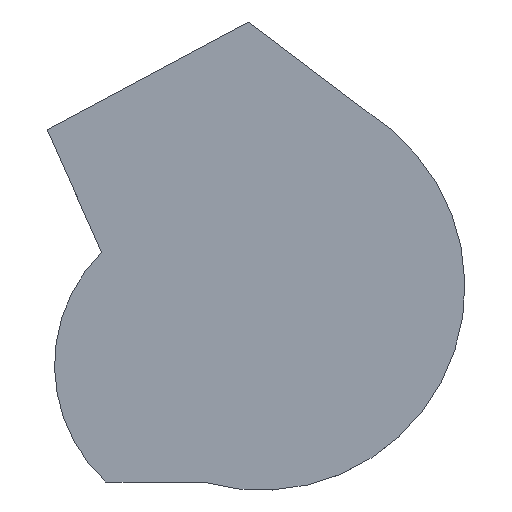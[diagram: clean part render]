
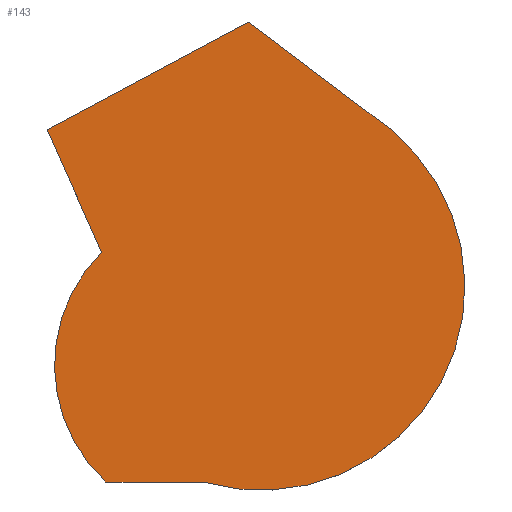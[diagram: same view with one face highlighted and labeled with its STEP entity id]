
A CAD part, top view. The second image highlights one B-rep face of the part: STEP entity #143.
In plain terms, the highlighted planar face has unit normal (0, 0, 1).
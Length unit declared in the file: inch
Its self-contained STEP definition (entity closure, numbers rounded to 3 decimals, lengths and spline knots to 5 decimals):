
#16=CIRCLE('',#172,0.85478);
#18=CIRCLE('',#176,0.66657);
#27=FACE_OUTER_BOUND('',#35,.T.);
#35=EDGE_LOOP('',(#119,#120,#121,#122,#123,#124));
#39=LINE('',#227,#53);
#42=LINE('',#233,#56);
#45=LINE('',#239,#59);
#49=LINE('',#251,#63);
#53=VECTOR('',#185,0.3937);
#56=VECTOR('',#190,0.3937);
#59=VECTOR('',#195,0.3937);
#63=VECTOR('',#207,0.3937);
#67=VERTEX_POINT('',#224);
#68=VERTEX_POINT('',#226);
#70=VERTEX_POINT('',#232);
#72=VERTEX_POINT('',#238);
#74=VERTEX_POINT('',#244);
#76=VERTEX_POINT('',#250);
#79=EDGE_CURVE('',#68,#67,#39,.T.);
#82=EDGE_CURVE('',#70,#68,#42,.T.);
#85=EDGE_CURVE('',#72,#70,#45,.T.);
#88=EDGE_CURVE('',#74,#72,#16,.T.);
#91=EDGE_CURVE('',#76,#74,#49,.T.);
#94=EDGE_CURVE('',#67,#76,#18,.T.);
#119=ORIENTED_EDGE('',*,*,#94,.T.);
#120=ORIENTED_EDGE('',*,*,#91,.T.);
#121=ORIENTED_EDGE('',*,*,#88,.T.);
#122=ORIENTED_EDGE('',*,*,#85,.T.);
#123=ORIENTED_EDGE('',*,*,#82,.T.);
#124=ORIENTED_EDGE('',*,*,#79,.T.);
#135=PLANE('',#177);
#143=ADVANCED_FACE('',(#27),#135,.T.);
#172=AXIS2_PLACEMENT_3D('',#245,#201,#202);
#176=AXIS2_PLACEMENT_3D('',#255,#213,#214);
#177=AXIS2_PLACEMENT_3D('',#256,#215,#216);
#185=DIRECTION('',(0.406,-0.914,0.));
#190=DIRECTION('',(-0.882,-0.472,0.));
#195=DIRECTION('',(-0.798,0.602,0.));
#201=DIRECTION('center_axis',(0.,0.,1.));
#202=DIRECTION('ref_axis',(-0.282,-0.959,0.));
#207=DIRECTION('',(1.,0.,0.));
#213=DIRECTION('center_axis',(0.,0.,1.));
#214=DIRECTION('ref_axis',(-0.704,0.711,0.));
#215=DIRECTION('center_axis',(0.,0.,1.));
#216=DIRECTION('ref_axis',(1.,0.,0.));
#224=CARTESIAN_POINT('',(-0.32647,0.31123,0.0625));
#226=CARTESIAN_POINT('',(-0.55532,0.82574,0.0625));
#227=CARTESIAN_POINT('',(-0.55532,0.82574,0.0625));
#232=CARTESIAN_POINT('',(0.28955,1.27756,0.0625));
#233=CARTESIAN_POINT('',(0.28955,1.27756,0.0625));
#238=CARTESIAN_POINT('',(0.8883,0.82574,0.0625));
#239=CARTESIAN_POINT('',(0.8883,0.82574,0.0625));
#244=CARTESIAN_POINT('',(0.10221,-0.65294,0.0625));
#245=CARTESIAN_POINT('Origin',(0.34351,0.16707,0.0625));
#250=CARTESIAN_POINT('',(-0.30882,-0.65294,0.0625));
#251=CARTESIAN_POINT('',(-0.30882,-0.65294,0.0625));
#255=CARTESIAN_POINT('Origin',(0.14253,-0.16243,0.0625));
#256=CARTESIAN_POINT('Origin',(0.32148,0.29493,0.0625));
